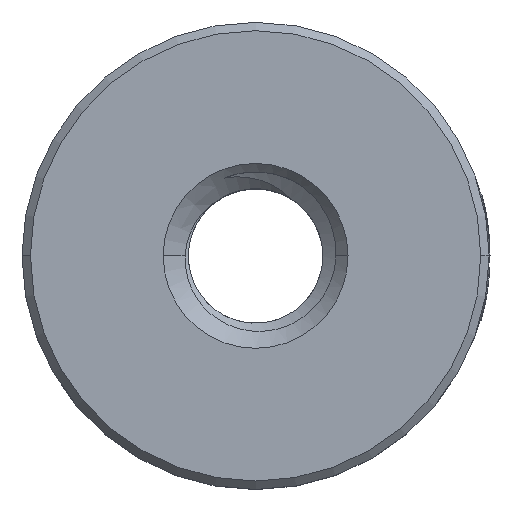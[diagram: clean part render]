
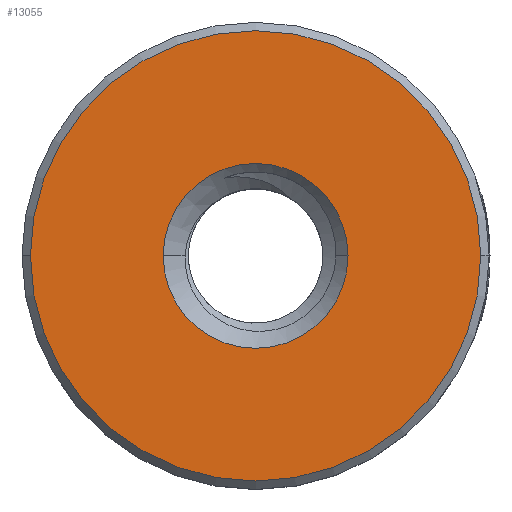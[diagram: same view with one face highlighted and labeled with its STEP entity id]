
A CAD part, top view. The second image highlights one B-rep face of the part: STEP entity #13055.
In plain terms, the highlighted planar face has unit normal (0, 0, 1).
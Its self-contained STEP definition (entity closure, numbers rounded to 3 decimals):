
#339 = VERTEX_POINT ( 'NONE', #12093 ) ;
#1071 = DIRECTION ( 'NONE',  ( 1., 0., 0. ) ) ;
#1493 = DIRECTION ( 'NONE',  ( 1., 0., 0. ) ) ;
#2242 = DIRECTION ( 'NONE',  ( 1., 0., 0. ) ) ;
#2244 = DIRECTION ( 'NONE',  ( 1., 0., 0. ) ) ;
#2291 = CIRCLE ( 'NONE', #7251, 2.68 ) ;
#2889 = CARTESIAN_POINT ( 'NONE',  ( 2.68, 0., 1.5 ) ) ;
#3102 = DIRECTION ( 'NONE',  ( 1., 0., 0. ) ) ;
#3603 = AXIS2_PLACEMENT_3D ( 'NONE', #11870, #4517, #2242 ) ;
#3817 = ORIENTED_EDGE ( 'NONE', *, *, #9779, .T. ) ;
#4388 = FACE_BOUND ( 'NONE', #10092, .T. ) ;
#4517 = DIRECTION ( 'NONE',  ( 0., 0., -1. ) ) ;
#4731 = DIRECTION ( 'NONE',  ( 0., 0., 1. ) ) ;
#4742 = CIRCLE ( 'NONE', #6531, 1.1 ) ;
#5210 = EDGE_CURVE ( 'NONE', #9393, #13621, #2291, .T. ) ;
#5217 = EDGE_LOOP ( 'NONE', ( #13905, #6973 ) ) ;
#5337 = EDGE_CURVE ( 'NONE', #13621, #9393, #12869, .T. ) ;
#5572 = EDGE_CURVE ( 'NONE', #6072, #339, #4742, .T. ) ;
#6070 = CARTESIAN_POINT ( 'NONE',  ( 1.1, 0., 1.5 ) ) ;
#6072 = VERTEX_POINT ( 'NONE', #6070 ) ;
#6531 = AXIS2_PLACEMENT_3D ( 'NONE', #8723, #10845, #2244 ) ;
#6750 = CIRCLE ( 'NONE', #3603, 1.1 ) ;
#6875 = ORIENTED_EDGE ( 'NONE', *, *, #5572, .T. ) ;
#6973 = ORIENTED_EDGE ( 'NONE', *, *, #5210, .T. ) ;
#7129 = CARTESIAN_POINT ( 'NONE',  ( -2.68, 0., 1.5 ) ) ;
#7251 = AXIS2_PLACEMENT_3D ( 'NONE', #11886, #8534, #1071 ) ;
#8534 = DIRECTION ( 'NONE',  ( 0., 0., 1. ) ) ;
#8661 = FACE_OUTER_BOUND ( 'NONE', #5217, .T. ) ;
#8723 = CARTESIAN_POINT ( 'NONE',  ( 0., 0., 1.5 ) ) ;
#8803 = CARTESIAN_POINT ( 'NONE',  ( 0., 0., 1.5 ) ) ;
#9393 = VERTEX_POINT ( 'NONE', #2889 ) ;
#9779 = EDGE_CURVE ( 'NONE', #339, #6072, #6750, .T. ) ;
#10092 = EDGE_LOOP ( 'NONE', ( #6875, #3817 ) ) ;
#10180 = AXIS2_PLACEMENT_3D ( 'NONE', #11934, #12786, #3102 ) ;
#10845 = DIRECTION ( 'NONE',  ( 0., 0., -1. ) ) ;
#11870 = CARTESIAN_POINT ( 'NONE',  ( 0., 0., 1.5 ) ) ;
#11886 = CARTESIAN_POINT ( 'NONE',  ( 0., 0., 1.5 ) ) ;
#11934 = CARTESIAN_POINT ( 'NONE',  ( 0., 0., 1.5 ) ) ;
#12093 = CARTESIAN_POINT ( 'NONE',  ( -1.1, 0., 1.5 ) ) ;
#12786 = DIRECTION ( 'NONE',  ( 0., 0., 1. ) ) ;
#12869 = CIRCLE ( 'NONE', #13762, 2.68 ) ;
#13055 = ADVANCED_FACE ( 'NONE', ( #4388, #8661 ), #13830, .T. ) ;
#13621 = VERTEX_POINT ( 'NONE', #7129 ) ;
#13762 = AXIS2_PLACEMENT_3D ( 'NONE', #8803, #4731, #1493 ) ;
#13830 = PLANE ( 'NONE',  #10180 ) ;
#13905 = ORIENTED_EDGE ( 'NONE', *, *, #5337, .T. ) ;
